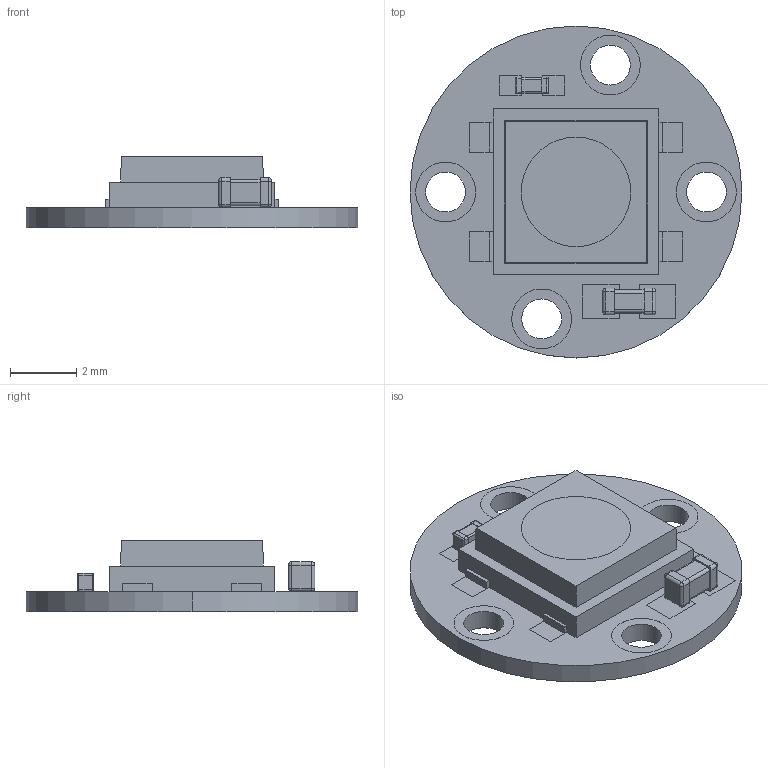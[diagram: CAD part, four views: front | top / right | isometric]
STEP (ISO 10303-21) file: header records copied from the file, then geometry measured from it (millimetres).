
FILE_DESCRIPTION(('FreeCAD Model'),'2;1');
FILE_NAME('TinyLily_RGBLED-ASL1003_REV1-STEP.step','2020-08-20T14:49:51',('Author'),(''), 'Open CASCADE STEP processor 7.4','FreeCAD','Unknown');
FILE_SCHEMA(('AUTOMOTIVE_DESIGN { 1 0 10303 214 1 1 1 1 }'));
Length unit declared in the file: millimetre
Products named in the file (1): TinyLily_RGBLED-ASL1003_REV1-STEP
Bounding box: 10 x 10 x 2.14 mm (x, y, z)
Volume: 158.1 mm3; surface area: 584.7 mm2
Topology: 36 solids, 36 shells, 368 faces, 1406 edges, 1658 vertices
Faces by surface type: plane 220, cylinder 116, sphere 32
Full cylindrical faces by diameter (mm): 1.202 x20, 1.803 x12
Entity records: 32303 total; most frequent: CARTESIAN_POINT 6413, DIRECTION 3778, LINE 2004, VECTOR 2004, ORIENTED_EDGE 1532, PCURVE 1532, DEFINITIONAL_REPRESENTATION 1532, AXIS2_PLACEMENT_3D 859
